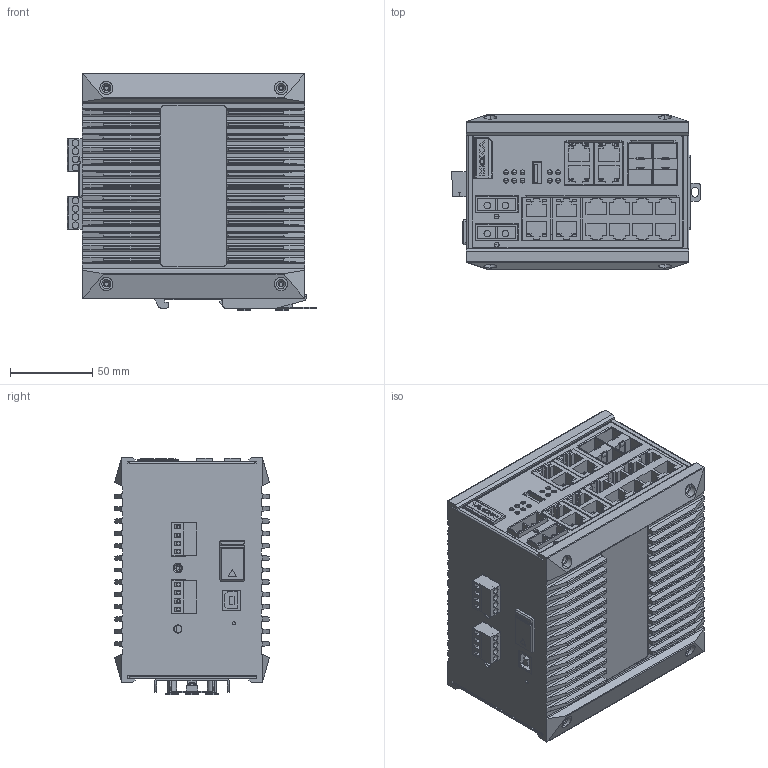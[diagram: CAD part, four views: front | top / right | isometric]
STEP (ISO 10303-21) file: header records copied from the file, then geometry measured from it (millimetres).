
FILE_DESCRIPTION((''),'2;1');
FILE_NAME('PRT0003','2014-12-04T',('Bryce_Huang'),(''),'PRO/ENGINEER BY PARAMETRIC TECHNOLOGY CORPORATION, 2009360','PRO/ENGINEER BY PARAMETRIC TECHNOLOGY CORPORATION, 2009360','');
FILE_SCHEMA(('CONFIG_CONTROL_DESIGN'));
Products named in the file (1): PRT0003
Bounding box: 151.45 x 93.8 x 144.2 mm (x, y, z)
Volume: 438408.1 mm3; surface area: 390549.9 mm2
Topology: 6 solids, 27 shells, 5644 faces, 14582 edges, 9410 vertices
Faces by surface type: plane 4187, cylinder 1172, cone 118, torus 92, bspline 54, extrusion 12, sphere 9
Entity records: 177506 total; most frequent: CARTESIAN_POINT 37512, ORIENTED_EDGE 29108, DIRECTION 27878, EDGE_CURVE 14574, VECTOR 11478, LINE 11466, VERTEX_POINT 9410, AXIS2_PLACEMENT_3D 8200
